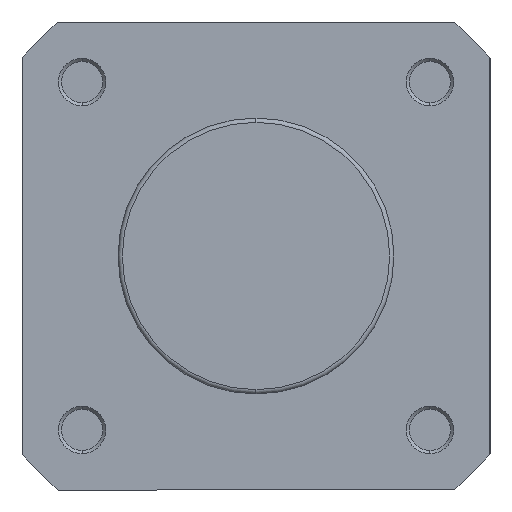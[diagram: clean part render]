
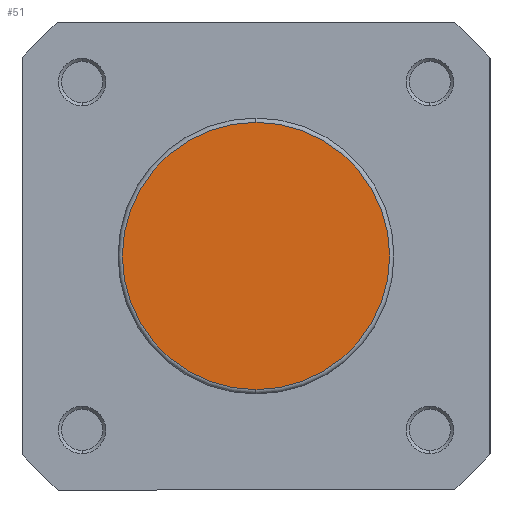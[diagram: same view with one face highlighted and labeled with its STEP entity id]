
A CAD part, left-side view. The second image highlights one B-rep face of the part: STEP entity #51.
In plain terms, the highlighted planar face has unit normal (-1, 0, 0).
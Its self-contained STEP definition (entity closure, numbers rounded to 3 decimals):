
#51 = ADVANCED_FACE ( 'NONE', ( #5258 ), #2493, .F. ) ;
#515 = EDGE_LOOP ( 'NONE', ( #4039, #4037 ) ) ;
#688 = AXIS2_PLACEMENT_3D ( 'NONE', #3233, #3234, #3235 ) ;
#794 = AXIS2_PLACEMENT_3D ( 'NONE', #1050, #1060, #1061 ) ;
#1050 = CARTESIAN_POINT ( 'NONE',  ( 0., 0., 0. ) ) ;
#1060 = DIRECTION ( 'NONE',  ( -1., 0., 0. ) ) ;
#1061 = DIRECTION ( 'NONE',  ( 0., 0., -1. ) ) ;
#1543 = CARTESIAN_POINT ( 'NONE',  ( 0., 0., 21.7 ) ) ;
#1546 = CARTESIAN_POINT ( 'NONE',  ( 0., 0., -21.7 ) ) ;
#1933 = EDGE_CURVE ( 'NONE', #5315, #5312, #4438, .T. ) ;
#2144 = EDGE_CURVE ( 'NONE', #5312, #5315, #4932, .T. ) ;
#2243 = AXIS2_PLACEMENT_3D ( 'NONE', #2491, #2497, #2499 ) ;
#2491 = CARTESIAN_POINT ( 'NONE',  ( 0., 22.4, 0. ) ) ;
#2493 = PLANE ( 'NONE',  #2243 ) ;
#2497 = DIRECTION ( 'NONE',  ( 1., 0., 0. ) ) ;
#2499 = DIRECTION ( 'NONE',  ( 0., 0., -1. ) ) ;
#3233 = CARTESIAN_POINT ( 'NONE',  ( 0., 0., 0. ) ) ;
#3234 = DIRECTION ( 'NONE',  ( -1., 0., 0. ) ) ;
#3235 = DIRECTION ( 'NONE',  ( 0., 0., -1. ) ) ;
#4037 = ORIENTED_EDGE ( 'NONE', *, *, #2144, .T. ) ;
#4039 = ORIENTED_EDGE ( 'NONE', *, *, #1933, .T. ) ;
#4438 = CIRCLE ( 'NONE', #688, 21.7 ) ;
#4932 = CIRCLE ( 'NONE', #794, 21.7 ) ;
#5258 = FACE_OUTER_BOUND ( 'NONE', #515, .T. ) ;
#5312 = VERTEX_POINT ( 'NONE', #1543 ) ;
#5315 = VERTEX_POINT ( 'NONE', #1546 ) ;
